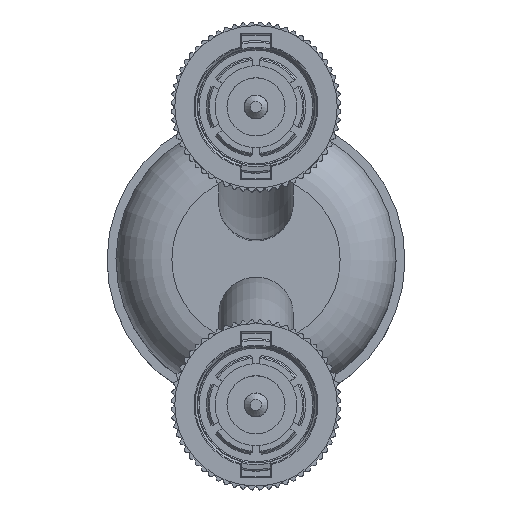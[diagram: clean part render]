
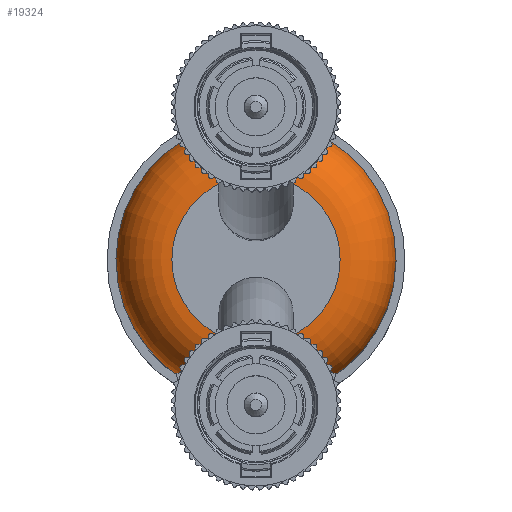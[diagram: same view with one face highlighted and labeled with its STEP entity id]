
A CAD part, top view. The second image highlights one B-rep face of the part: STEP entity #19324.
In plain terms, the highlighted toroidal (fillet/blend) face has major radius 7.176 mm and minor radius 4.763 mm.
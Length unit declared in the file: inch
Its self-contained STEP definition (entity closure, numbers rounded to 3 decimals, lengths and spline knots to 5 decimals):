
#992=TOROIDAL_SURFACE('',#20922,0.2825,0.1875);
#3919=FACE_BOUND('',#5670,.T.);
#4569=FACE_OUTER_BOUND('',#5669,.T.);
#5669=EDGE_LOOP('',(#14862,#14863,#14864,#14865));
#5670=EDGE_LOOP('',(#14866));
#6159=CIRCLE('',#19844,0.2825);
#6493=CIRCLE('',#20615,0.2825);
#6548=CIRCLE('',#20921,0.47);
#6549=CIRCLE('',#20923,0.2825);
#6550=CIRCLE('',#20924,0.2825);
#6966=VERTEX_POINT('',#27025);
#6967=VERTEX_POINT('',#27026);
#7735=VERTEX_POINT('',#33275);
#7736=VERTEX_POINT('',#33276);
#7967=VERTEX_POINT('',#34908);
#8849=EDGE_CURVE('',#6966,#6967,#6159,.T.);
#10015=EDGE_CURVE('',#7735,#7736,#6493,.T.);
#10390=EDGE_CURVE('',#7967,#7967,#6548,.T.);
#10391=EDGE_CURVE('',#7736,#6966,#6549,.T.);
#10392=EDGE_CURVE('',#6967,#7735,#6550,.T.);
#14862=ORIENTED_EDGE('',*,*,#8849,.F.);
#14863=ORIENTED_EDGE('',*,*,#10391,.F.);
#14864=ORIENTED_EDGE('',*,*,#10015,.F.);
#14865=ORIENTED_EDGE('',*,*,#10392,.F.);
#14866=ORIENTED_EDGE('',*,*,#10390,.T.);
#19324=ADVANCED_FACE('',(#4569,#3919),#992,.T.);
#19844=AXIS2_PLACEMENT_3D('',#27036,#21947,#21948);
#20615=AXIS2_PLACEMENT_3D('',#33286,#23997,#23998);
#20921=AXIS2_PLACEMENT_3D('',#34909,#24737,#24738);
#20922=AXIS2_PLACEMENT_3D('',#34910,#24739,#24740);
#20923=AXIS2_PLACEMENT_3D('',#34911,#24741,#24742);
#20924=AXIS2_PLACEMENT_3D('',#34912,#24743,#24744);
#21947=DIRECTION('center_axis',(0.,0.,
1.));
#21948=DIRECTION('ref_axis',(-0.163,0.987,0.));
#23997=DIRECTION('center_axis',(0.,0.,
1.));
#23998=DIRECTION('ref_axis',(-0.163,0.987,0.));
#24737=DIRECTION('center_axis',(0.,0.,
1.));
#24738=DIRECTION('ref_axis',(-0.163,0.987,0.));
#24739=DIRECTION('center_axis',(0.,0.,
1.));
#24740=DIRECTION('ref_axis',(-0.987,-0.163,0.));
#24741=DIRECTION('center_axis',(0.,0.,
1.));
#24742=DIRECTION('ref_axis',(-0.163,0.987,0.));
#24743=DIRECTION('center_axis',(0.,0.,
1.));
#24744=DIRECTION('ref_axis',(-0.163,0.987,0.));
#27025=CARTESIAN_POINT('',(0.09815,0.2649,1.19));
#27026=CARTESIAN_POINT('',(-0.09815,0.2649,1.19));
#27036=CARTESIAN_POINT('Origin',(0.,0.,
1.19));
#33275=CARTESIAN_POINT('',(-0.09815,-0.2649,1.19));
#33276=CARTESIAN_POINT('',(0.09815,-0.2649,1.19));
#33286=CARTESIAN_POINT('Origin',(0.,0.,
1.19));
#34908=CARTESIAN_POINT('',(-0.07665,0.46371,1.0025));
#34909=CARTESIAN_POINT('Origin',(0.,0.,
1.0025));
#34910=CARTESIAN_POINT('Origin',(0.,0.,
1.0025));
#34911=CARTESIAN_POINT('Origin',(0.,0.,
1.19));
#34912=CARTESIAN_POINT('Origin',(0.,0.,
1.19));
